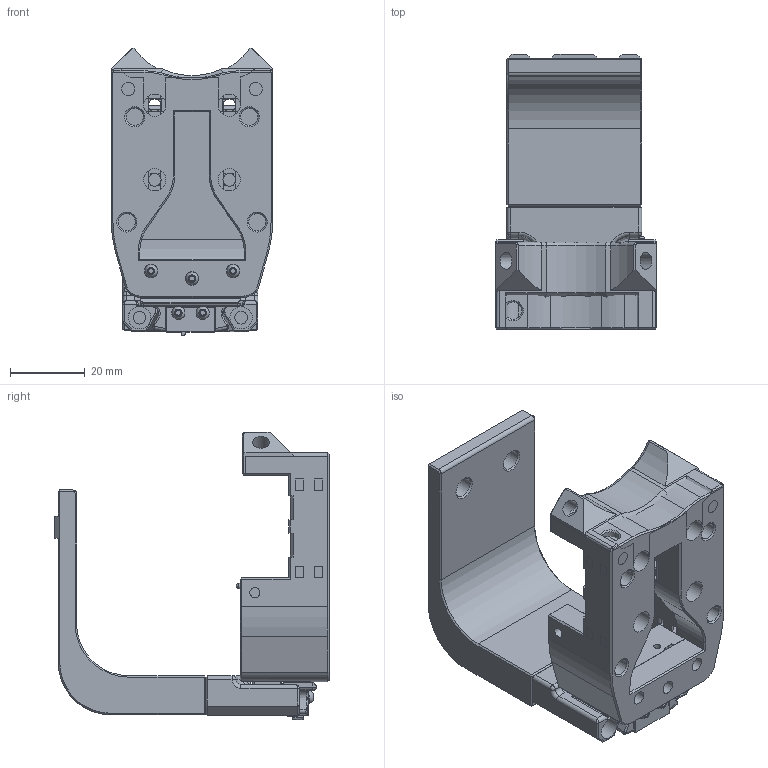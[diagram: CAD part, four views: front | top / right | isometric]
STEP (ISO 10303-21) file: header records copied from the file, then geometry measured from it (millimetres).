
FILE_DESCRIPTION(/* description */ (''),/* implementation_level */ '2;1');
FILE_NAME(/* name */ 'Mantis_MGN12_KlickyNG_including_dock v4.step',/* time_stamp */ '2022-05-15T07:30:07+02:00',/* author */ (''),/* organization */ (''),/* preprocessor_version */ 'ST-DEVELOPER v18.1',/* originating_system */ 'Autodesk Translation Framework v10.14.0.1471',/* authorisation */ '');
FILE_SCHEMA (('AUTOMOTIVE_DESIGN { 1 0 10303 214 3 1 1 }'));
Products named in the file (9): Mantis_MGN12_KlickyNG_including_dock; NG Unklicky Carriage; M2x8 Self-tapping Screw (1); KlickyNG Probe V3; D2F; D2F_ACTUATOR; D2F_BASE; M2x9 Self-tapping Screw (1); Mantis_KlickyNG_Dock
Assembly tree (8 placements, depth 4):
  Mantis_MGN12_KlickyNG_including_dock
    NG Unklicky Carriage
      M2x8 Self-tapping Screw (1)
    KlickyNG Probe V3
      D2F
        D2F_ACTUATOR
        D2F_BASE
      M2x9 Self-tapping Screw (1)
      Mantis_KlickyNG_Dock
Bounding box: 43.2 x 73.77 x 77.23 mm (x, y, z)
Volume: 83938 mm3; surface area: 42147 mm2
Topology: 22 solids, 22 shells, 1487 faces, 3835 edges, 2423 vertices
Faces by surface type: plane 966, cylinder 240, bspline 137, cone 128, sphere 9, torus 7
Full cylindrical faces by diameter (mm): 1.43 x2, 1.6 x7, 1.8 x2, 1.9 x6, 2 x7, 2.5 x6, 2.7 x2, 3 x1, 3.2 x2, 3.4 x8, 3.5 x7, 3.6 x6, 4.5 x2, 4.6 x11, 4.7 x2, 5.4 x2, 6 x16, 6.3 x1, 6.4 x1
Entity records: 51329 total; most frequent: CARTESIAN_POINT 15202, ORIENTED_EDGE 7652, DIRECTION 7073, EDGE_CURVE 3826, LINE 2705, VECTOR 2705, VERTEX_POINT 2423, AXIS2_PLACEMENT_3D 2184
